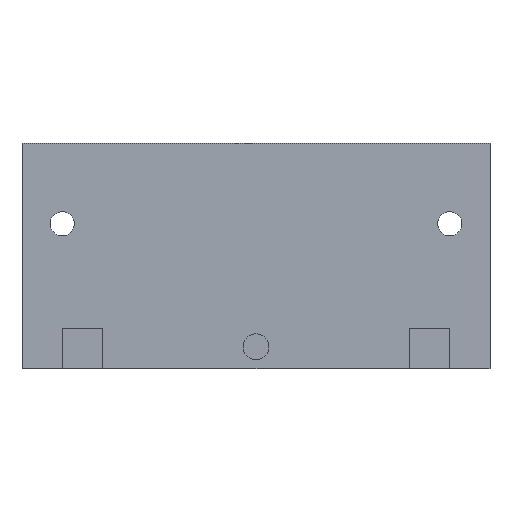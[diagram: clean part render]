
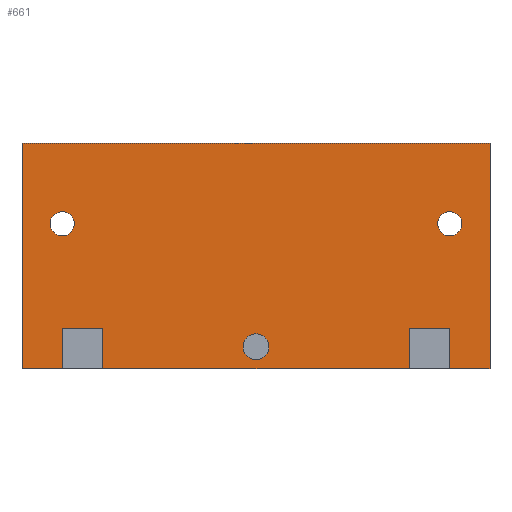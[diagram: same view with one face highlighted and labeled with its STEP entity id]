
A CAD part, front view. The second image highlights one B-rep face of the part: STEP entity #661.
In plain terms, the highlighted planar face has unit normal (0, -1, 0).
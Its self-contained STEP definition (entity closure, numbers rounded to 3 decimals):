
#21=FACE_BOUND('',#105,.T.);
#22=FACE_BOUND('',#106,.T.);
#23=FACE_BOUND('',#107,.T.);
#39=PLANE('',#730);
#66=FACE_OUTER_BOUND('',#104,.T.);
#104=EDGE_LOOP('',(#508,#509,#510,#511,#512,#513,#514,#515,#516,#517,#518,
#519));
#105=EDGE_LOOP('',(#520,#521));
#106=EDGE_LOOP('',(#522,#523));
#107=EDGE_LOOP('',(#524,#525));
#153=LINE('',#1029,#216);
#159=LINE('',#1042,#222);
#160=LINE('',#1046,#223);
#161=LINE('',#1047,#224);
#162=LINE('',#1049,#225);
#163=LINE('',#1051,#226);
#164=LINE('',#1053,#227);
#165=LINE('',#1055,#228);
#166=LINE('',#1057,#229);
#167=LINE('',#1059,#230);
#168=LINE('',#1061,#231);
#169=LINE('',#1062,#232);
#216=VECTOR('',#837,10.);
#222=VECTOR('',#847,10.);
#223=VECTOR('',#850,10.);
#224=VECTOR('',#851,10.);
#225=VECTOR('',#852,10.);
#226=VECTOR('',#853,10.);
#227=VECTOR('',#854,10.);
#228=VECTOR('',#855,10.);
#229=VECTOR('',#856,10.);
#230=VECTOR('',#857,10.);
#231=VECTOR('',#858,10.);
#232=VECTOR('',#859,10.);
#270=CIRCLE('',#721,1.6);
#271=CIRCLE('',#722,1.6);
#275=CIRCLE('',#731,1.5);
#276=CIRCLE('',#732,1.5);
#277=CIRCLE('',#733,1.5);
#278=CIRCLE('',#734,1.5);
#307=VERTEX_POINT('',#1010);
#308=VERTEX_POINT('',#1011);
#313=VERTEX_POINT('',#1026);
#314=VERTEX_POINT('',#1028);
#319=VERTEX_POINT('',#1040);
#320=VERTEX_POINT('',#1044);
#321=VERTEX_POINT('',#1045);
#322=VERTEX_POINT('',#1048);
#323=VERTEX_POINT('',#1050);
#324=VERTEX_POINT('',#1052);
#325=VERTEX_POINT('',#1054);
#326=VERTEX_POINT('',#1056);
#327=VERTEX_POINT('',#1058);
#328=VERTEX_POINT('',#1060);
#329=VERTEX_POINT('',#1063);
#330=VERTEX_POINT('',#1064);
#331=VERTEX_POINT('',#1067);
#332=VERTEX_POINT('',#1068);
#378=EDGE_CURVE('',#307,#308,#270,.T.);
#379=EDGE_CURVE('',#308,#307,#271,.T.);
#386=EDGE_CURVE('',#314,#313,#153,.T.);
#393=EDGE_CURVE('',#313,#319,#159,.T.);
#394=EDGE_CURVE('',#320,#321,#160,.T.);
#395=EDGE_CURVE('',#320,#314,#161,.T.);
#396=EDGE_CURVE('',#319,#322,#162,.T.);
#397=EDGE_CURVE('',#322,#323,#163,.T.);
#398=EDGE_CURVE('',#324,#323,#164,.T.);
#399=EDGE_CURVE('',#325,#324,#165,.T.);
#400=EDGE_CURVE('',#326,#325,#166,.T.);
#401=EDGE_CURVE('',#326,#327,#167,.T.);
#402=EDGE_CURVE('',#328,#327,#168,.T.);
#403=EDGE_CURVE('',#321,#328,#169,.T.);
#404=EDGE_CURVE('',#329,#330,#275,.T.);
#405=EDGE_CURVE('',#330,#329,#276,.T.);
#406=EDGE_CURVE('',#331,#332,#277,.T.);
#407=EDGE_CURVE('',#332,#331,#278,.T.);
#508=ORIENTED_EDGE('',*,*,#394,.F.);
#509=ORIENTED_EDGE('',*,*,#395,.T.);
#510=ORIENTED_EDGE('',*,*,#386,.T.);
#511=ORIENTED_EDGE('',*,*,#393,.T.);
#512=ORIENTED_EDGE('',*,*,#396,.T.);
#513=ORIENTED_EDGE('',*,*,#397,.T.);
#514=ORIENTED_EDGE('',*,*,#398,.F.);
#515=ORIENTED_EDGE('',*,*,#399,.F.);
#516=ORIENTED_EDGE('',*,*,#400,.F.);
#517=ORIENTED_EDGE('',*,*,#401,.T.);
#518=ORIENTED_EDGE('',*,*,#402,.F.);
#519=ORIENTED_EDGE('',*,*,#403,.F.);
#520=ORIENTED_EDGE('',*,*,#378,.T.);
#521=ORIENTED_EDGE('',*,*,#379,.T.);
#522=ORIENTED_EDGE('',*,*,#404,.T.);
#523=ORIENTED_EDGE('',*,*,#405,.T.);
#524=ORIENTED_EDGE('',*,*,#406,.T.);
#525=ORIENTED_EDGE('',*,*,#407,.T.);
#661=ADVANCED_FACE('',(#66,#21,#22,#23),#39,.T.);
#721=AXIS2_PLACEMENT_3D('',#1012,#819,#820);
#722=AXIS2_PLACEMENT_3D('',#1013,#821,#822);
#730=AXIS2_PLACEMENT_3D('',#1043,#848,#849);
#731=AXIS2_PLACEMENT_3D('',#1065,#860,#861);
#732=AXIS2_PLACEMENT_3D('',#1066,#862,#863);
#733=AXIS2_PLACEMENT_3D('',#1069,#864,#865);
#734=AXIS2_PLACEMENT_3D('',#1070,#866,#867);
#819=DIRECTION('center_axis',(0.,1.,0.));
#820=DIRECTION('ref_axis',(1.,0.,0.));
#821=DIRECTION('center_axis',(0.,1.,0.));
#822=DIRECTION('ref_axis',(1.,0.,0.));
#837=DIRECTION('',(0.,0.,1.));
#847=DIRECTION('',(-1.,0.,0.));
#848=DIRECTION('center_axis',(0.,-1.,0.));
#849=DIRECTION('ref_axis',(0.,0.,-1.));
#850=DIRECTION('',(0.,0.,1.));
#851=DIRECTION('',(1.,0.,0.));
#852=DIRECTION('',(0.,0.,-1.));
#853=DIRECTION('',(1.,0.,0.));
#854=DIRECTION('',(0.,0.,-1.));
#855=DIRECTION('',(-1.,0.,0.));
#856=DIRECTION('',(0.,0.,1.));
#857=DIRECTION('',(1.,0.,0.));
#858=DIRECTION('',(0.,0.,-1.));
#859=DIRECTION('',(-1.,0.,0.));
#860=DIRECTION('center_axis',(0.,1.,0.));
#861=DIRECTION('ref_axis',(-1.,0.,0.));
#862=DIRECTION('center_axis',(0.,1.,0.));
#863=DIRECTION('ref_axis',(-1.,0.,0.));
#864=DIRECTION('center_axis',(0.,1.,0.));
#865=DIRECTION('ref_axis',(-1.,0.,0.));
#866=DIRECTION('center_axis',(0.,1.,0.));
#867=DIRECTION('ref_axis',(-1.,0.,0.));
#1010=CARTESIAN_POINT('',(1.6,-82.,2.75));
#1011=CARTESIAN_POINT('',(-1.6,-82.,2.75));
#1012=CARTESIAN_POINT('Origin',(0.,-82.,2.75));
#1013=CARTESIAN_POINT('Origin',(0.,-82.,2.75));
#1026=CARTESIAN_POINT('',(29.,-82.,28.));
#1028=CARTESIAN_POINT('',(29.,-82.,0.));
#1029=CARTESIAN_POINT('',(29.,-82.,0.));
#1040=CARTESIAN_POINT('',(-29.,-82.,28.));
#1042=CARTESIAN_POINT('',(29.,-82.,28.));
#1043=CARTESIAN_POINT('Origin',(0.,-82.,14.));
#1044=CARTESIAN_POINT('',(24.,-82.,0.));
#1045=CARTESIAN_POINT('',(24.,-82.,5.));
#1046=CARTESIAN_POINT('',(24.,-82.,7.));
#1047=CARTESIAN_POINT('',(24.,-82.,0.));
#1048=CARTESIAN_POINT('',(-29.,-82.,0.));
#1049=CARTESIAN_POINT('',(-29.,-82.,28.));
#1050=CARTESIAN_POINT('',(-24.,-82.,0.));
#1051=CARTESIAN_POINT('',(-29.,-82.,0.));
#1052=CARTESIAN_POINT('',(-24.,-82.,5.));
#1053=CARTESIAN_POINT('',(-24.,-82.,9.5));
#1054=CARTESIAN_POINT('',(-19.,-82.,5.));
#1055=CARTESIAN_POINT('',(-9.5,-82.,5.));
#1056=CARTESIAN_POINT('',(-19.,-82.,0.));
#1057=CARTESIAN_POINT('',(-19.,-82.,7.));
#1058=CARTESIAN_POINT('',(19.,-82.,0.));
#1059=CARTESIAN_POINT('',(-19.,-82.,0.));
#1060=CARTESIAN_POINT('',(19.,-82.,5.));
#1061=CARTESIAN_POINT('',(19.,-82.,9.5));
#1062=CARTESIAN_POINT('',(12.,-82.,5.));
#1063=CARTESIAN_POINT('',(-22.5,-82.,18.));
#1064=CARTESIAN_POINT('',(-25.5,-82.,18.));
#1065=CARTESIAN_POINT('Origin',(-24.,-82.,18.));
#1066=CARTESIAN_POINT('Origin',(-24.,-82.,18.));
#1067=CARTESIAN_POINT('',(25.5,-82.,18.));
#1068=CARTESIAN_POINT('',(22.5,-82.,18.));
#1069=CARTESIAN_POINT('Origin',(24.,-82.,18.));
#1070=CARTESIAN_POINT('Origin',(24.,-82.,18.));
